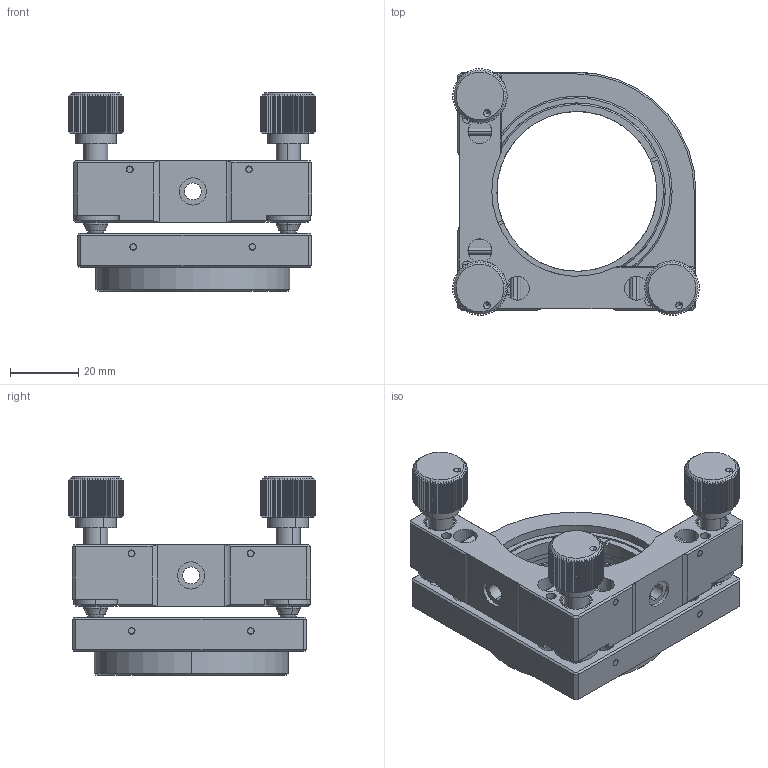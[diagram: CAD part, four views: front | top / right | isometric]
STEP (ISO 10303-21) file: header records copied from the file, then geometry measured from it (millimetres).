
FILE_DESCRIPTION (( 'STEP AP203' ), '1' );
FILE_NAME ('OMHS50.8-C.STEP', '2019-05-10T02:00:00', ( '' ), ( '' ), 'SwSTEP 2.0', 'SolidWorks 2016', '' );
FILE_SCHEMA (( 'CONFIG_CONTROL_DESIGN' ));
Length unit declared in the file: millimetre
Products named in the file (1): OMHS50.8-C
Bounding box: 72.5 x 72.5 x 58.3 mm (x, y, z)
Surface area: 34311.6 mm2 (no closed solid volume)
Topology: 0 solids, 39 shells, 1036 faces, 2882 edges, 1875 vertices
Faces by surface type: plane 492, cylinder 295, cone 243, torus 6
Entity records: 34387 total; most frequent: CARTESIAN_POINT 8877, ORIENTED_EDGE 5294, DIRECTION 5044, EDGE_CURVE 2876, AXIS2_PLACEMENT_3D 1920, VERTEX_POINT 1875, LINE 1204, VECTOR 1204
